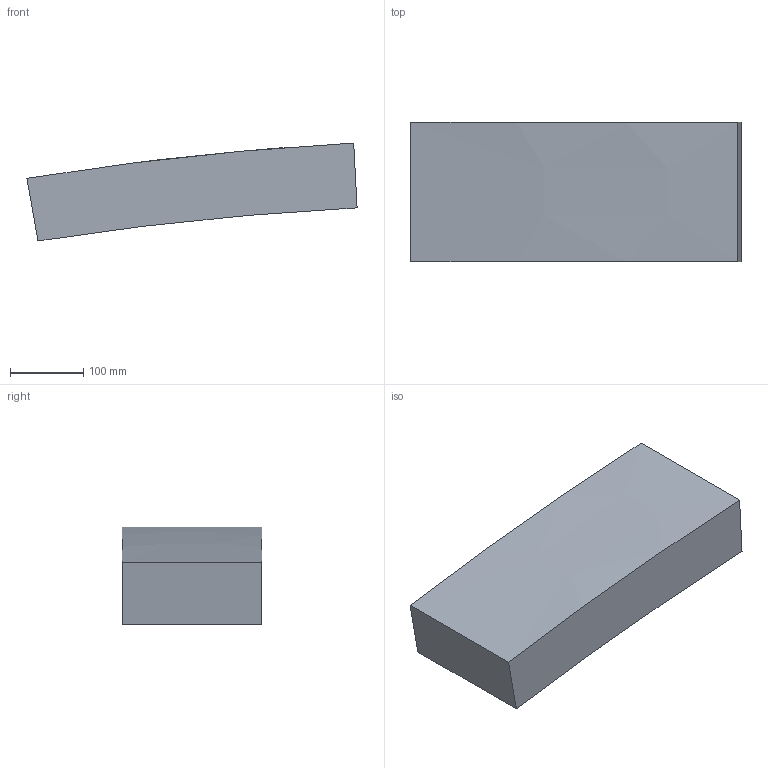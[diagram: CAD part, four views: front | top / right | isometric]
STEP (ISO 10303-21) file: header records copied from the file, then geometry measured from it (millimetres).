
FILE_DESCRIPTION(/* description */ (''),/* implementation_level */ '2;1');
FILE_NAME(/* name */ 'L -1.step',/* time_stamp */ '2022-03-07T15:19:06-06:00',/* author */ (''),/* organization */ (''),/* preprocessor_version */ 'ST-DEVELOPER v18.1',/* originating_system */ 'Autodesk Translation Framework v10.13.0.1454',/* authorisation */ '');
FILE_SCHEMA (('AUTOMOTIVE_DESIGN { 1 0 10303 214 3 1 1 }'));
Length unit declared in the file: inch
Products named in the file (1): L -1
Bounding box: 451.34 x 190.5 x 133.87 mm (x, y, z)
Volume: 7438332.6 mm3; surface area: 280764.7 mm2
Topology: 1 solids, 1 shells, 8 faces, 18 edges, 12 vertices
Faces by surface type: plane 4, bspline 4
Entity records: 397 total; most frequent: CARTESIAN_POINT 223, ORIENTED_EDGE 36, EDGE_CURVE 18, B_SPLINE_CURVE_WITH_KNOTS 16, VERTEX_POINT 12, DIRECTION 12, FACE_OUTER_BOUND 8, EDGE_LOOP 8
